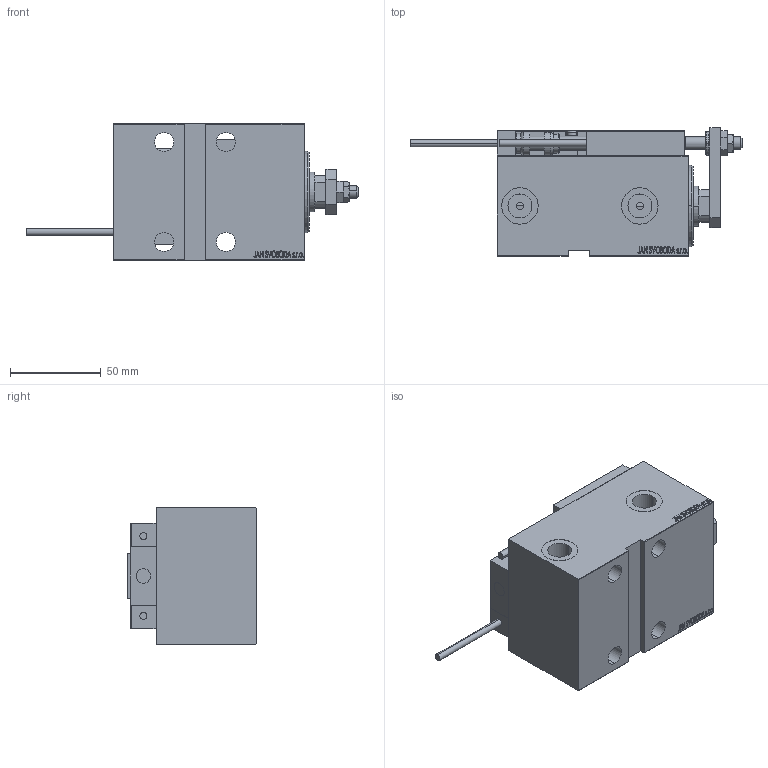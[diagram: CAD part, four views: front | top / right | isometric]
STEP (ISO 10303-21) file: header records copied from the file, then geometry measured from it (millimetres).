
FILE_DESCRIPTION (( 'STEP AP203' ), '1' );
FILE_NAME ('fe93.STEP', '2022-04-17T03:02:52', ( '' ), ( '' ), 'SwSTEP 2.0', 'SolidWorks 2019', '' );
FILE_SCHEMA (( 'CONFIG_CONTROL_DESIGN' ));
Length unit declared in the file: millimetre
Products named in the file (16): SWITCH X c49a693bc2d7d7bda139816dee25d619; ALLEN BOLT D5 c49a693bc2d7d7bda139816dee25d619; KONCOVKA c49a693bc2d7d7bda139816dee25d619; V450CM_E_Body c49a693bc2d7d7bda139816dee25d619; ALLEN BOLT D8 c49a693bc2d7d7bda139816dee25d619; TYC_L79 c49a693bc2d7d7bda139816dee25d619; MAGNET c49a693bc2d7d7bda139816dee25d619; NUT_D12 c49a693bc2d7d7bda139816dee25d619; ZARAZKA c49a693bc2d7d7bda139816dee25d619; NUT_D10 c49a693bc2d7d7bda139816dee25d619; V450CM_E_VCP c49a693bc2d7d7bda139816dee25d619; V450CM_VC_B c49a693bc2d7d7bda139816dee25d619; SWITCH DIM B,W c49a693bc2d7d7bda139816dee25d619; fe93; SWITCH_X_FRONT_BACK c49a693bc2d7d7bda139816dee25d619; Block c49a693bc2d7d7bda139816dee25d619
Assembly tree (25 placements, depth 3):
  fe93
    V450CM_E_Body c49a693bc2d7d7bda139816dee25d619
    V450CM_E_VCP c49a693bc2d7d7bda139816dee25d619
    V450CM_VC_B c49a693bc2d7d7bda139816dee25d619
    SWITCH X c49a693bc2d7d7bda139816dee25d619
      SWITCH_X_FRONT_BACK c49a693bc2d7d7bda139816dee25d619  x2
      TYC_L79 c49a693bc2d7d7bda139816dee25d619
      Block c49a693bc2d7d7bda139816dee25d619  x2
      ALLEN BOLT D5 c49a693bc2d7d7bda139816dee25d619  x4
      ALLEN BOLT D8 c49a693bc2d7d7bda139816dee25d619  x4
      MAGNET c49a693bc2d7d7bda139816dee25d619  x2
      KONCOVKA c49a693bc2d7d7bda139816dee25d619  x2
    SWITCH DIM B,W c49a693bc2d7d7bda139816dee25d619
    ZARAZKA c49a693bc2d7d7bda139816dee25d619
    NUT_D10 c49a693bc2d7d7bda139816dee25d619
    NUT_D12 c49a693bc2d7d7bda139816dee25d619
Bounding box: 182.7 x 70.5 x 75 mm (x, y, z)
Volume: 428914.9 mm3; surface area: 96216.1 mm2
Topology: 24 solids, 24 shells, 1293 faces, 3105 edges, 1984 vertices
Faces by surface type: plane 570, bspline 380, cylinder 182, cone 113, torus 44, sphere 4
Entity records: 50196 total; most frequent: CARTESIAN_POINT 25538, ORIENTED_EDGE 5230, DIRECTION 3500, EDGE_CURVE 2615, VERTEX_POINT 1708, LINE 1512, VECTOR 1512, EDGE_LOOP 1201
